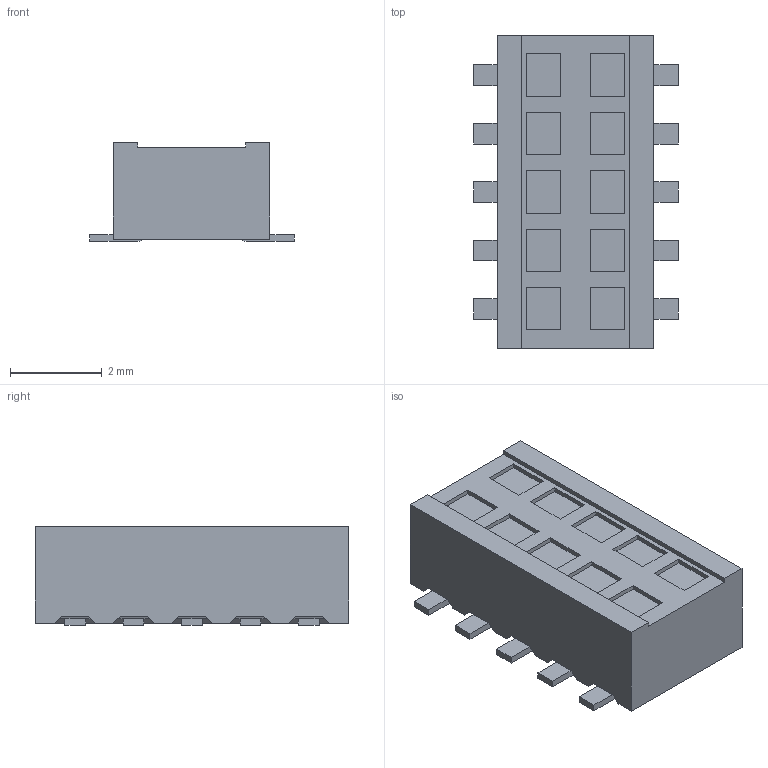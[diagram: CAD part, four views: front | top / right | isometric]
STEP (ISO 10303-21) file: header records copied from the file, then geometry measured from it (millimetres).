
FILE_DESCRIPTION(('FreeCAD Model'),'2;1');
FILE_NAME('Minitek 2002132300010T8LF.step','2021-03-15T01:13:12',('Author'),(''), 'Open CASCADE STEP processor 7.3','FreeCAD','Unknown');
FILE_SCHEMA(('AUTOMOTIVE_DESIGN { 1 0 10303 214 1 1 1 1 }'));
Length unit declared in the file: millimetre
Products named in the file (1): (Unsaved)
Bounding box: 4.45 x 6.81 x 2.15 mm (x, y, z)
Volume: 45.5 mm3; surface area: 109.9 mm2
Topology: 1 solids, 1 shells, 200 faces, 564 edges, 376 vertices
Faces by surface type: plane 180, cylinder 20
Entity records: 15173 total; most frequent: CARTESIAN_POINT 2389, DIRECTION 2114, LINE 1612, VECTOR 1612, ORIENTED_EDGE 1128, PCURVE 1128, DEFINITIONAL_REPRESENTATION 1128, EDGE_CURVE 564
